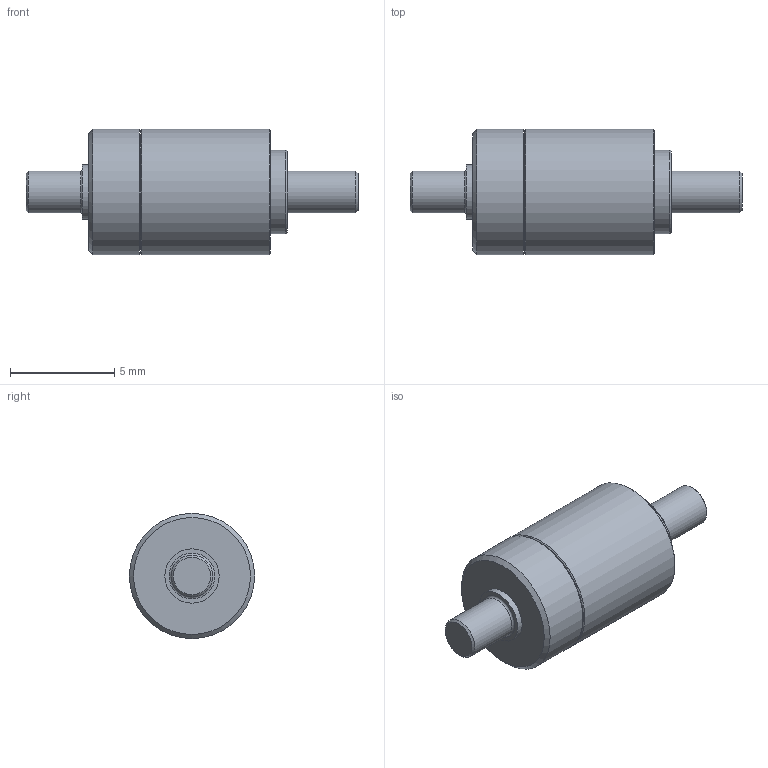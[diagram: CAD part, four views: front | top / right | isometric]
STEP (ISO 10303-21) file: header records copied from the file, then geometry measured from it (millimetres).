
FILE_DESCRIPTION(/* description */ (''),/* implementation_level */ '2;1');
FILE_NAME(/* name */ 'model_product_id10.stp',/* time_stamp */ '2016-06-10T11:20:14+02:00',/* author */ ('SD'),/* organization */ ('Micromotion GmbH Germany'),/* preprocessor_version */ 'ST-DEVELOPER v16.1',/* originating_system */ 'Autodesk Inventor 2016',/* authorisation */ '');
FILE_SCHEMA (('AUTOMOTIVE_DESIGN { 1 0 10303 214 3 1 1 }'));
Length unit declared in the file: millimetre
Products named in the file (1): MHD-6-120-P-V-SPM0003-L15,9_Shrinkwrap_1
Bounding box: 15.9 x 6 x 6 mm (x, y, z)
Volume: 276 mm3; surface area: 275.6 mm2
Topology: 1 solids, 1 shells, 22 faces, 38 edges, 24 vertices
Faces by surface type: plane 8, cylinder 7, cone 5, torus 2
Full cylindrical faces by diameter (mm): 2 x2, 2.6 x1, 4 x1, 5.5 x1, 6 x2
Entity records: 501 total; most frequent: DIRECTION 88, CARTESIAN_POINT 65, AXIS2_PLACEMENT_3D 44, EDGE_LOOP 42, ORIENTED_EDGE 42, STYLED_ITEM 23, FACE_OUTER_BOUND 22, ADVANCED_FACE 22
